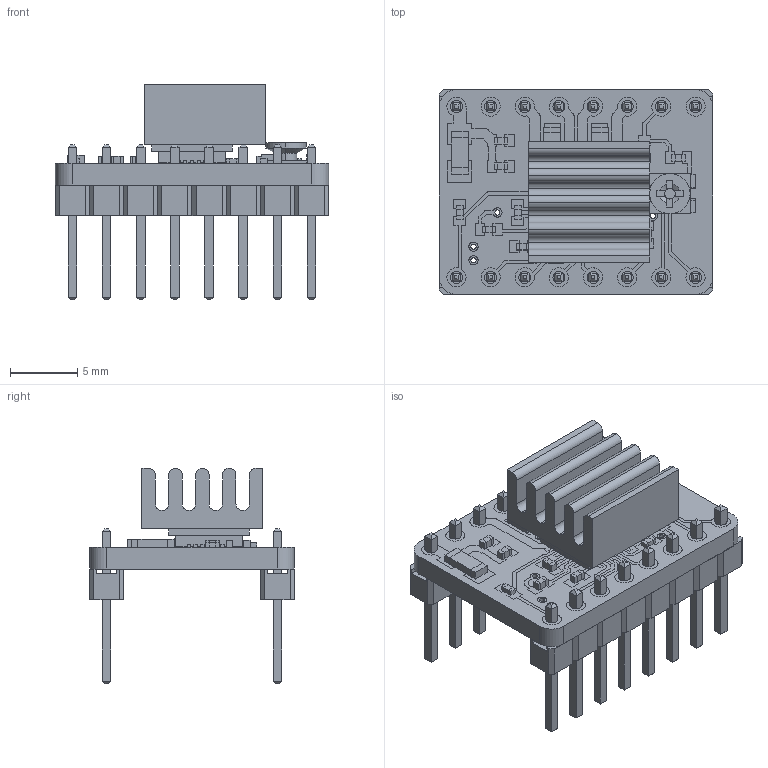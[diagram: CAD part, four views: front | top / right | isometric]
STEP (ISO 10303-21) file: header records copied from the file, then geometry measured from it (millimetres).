
FILE_DESCRIPTION((''),'2;1');
FILE_NAME('STEPSTICK_ASM','2021-06-08T22:11:24',('Konrad.McClure'),(''),'CREO PARAMETRIC BY PTC INC, 2019224','CREO PARAMETRIC BY PTC INC, 2019224','');
FILE_SCHEMA(('CONFIG_CONTROL_DESIGN','SHAPE_APPEARANCE_LAYERS_GROUPS'));
Length unit declared in the file: millimetre
Products named in the file (65): SCULPT1_1_-10289; SCULPT1_3_-13682; SCULPT1_2_-26742; 0402CAP_CAP0402CAP_ASM; 0805_RESISTOR; 0402RES_RESISTOR0402RES; LPATTERN1_1_; LPATTERN1_6_; LPATTERN1_7_; LPATTERN1_3_; LPATTERN1_2_; LPATTERN1_5_; LPATTERN1_8_; LPATTERN1_14_; LPATTERN1_10_; CHAMFER4; LPATTERN1_13_; LPATTERN1_4_; CHAMFER5; LPATTERN1_11_; LPATTERN1_9_; LPATTERN1_12_; PIN_HEADER_PITCH_2_54MM_08_CONT_ASM; SCULPT1_4_; SCULPT1_15_; SCULPT1_3_-1394; SCULPT1_1_-1765; SCULPT1_29_; SCULPT1_11_; SCULPT1_21_; SCULPT1_12_; SCULPT1_13_; SCULPT1_23_; SCULPT1_25_; SCULPT1_16_; SCULPT1_14_; SCULPT1_22_; EXTRUDE5; SCULPT1_26_; SCULPT1_10_ ...
Assembly tree (74 placements, depth 4):
  STEPSTICK_ASM
    STEPSTICK-31961_ASM
      0402CAP_CAP0402CAP_ASM  x6
        SCULPT1_1_-10289
        SCULPT1_3_-13682
        SCULPT1_2_-26742
      0805_RESISTOR  x2
      0402RES_RESISTOR0402RES  x4
      PIN_HEADER_PITCH_2_54MM_08_CONT_ASM  x2
        LPATTERN1_1_
        LPATTERN1_6_
        LPATTERN1_7_
        LPATTERN1_3_
        LPATTERN1_2_
        LPATTERN1_5_
        LPATTERN1_8_
        LPATTERN1_14_
        LPATTERN1_10_
        CHAMFER4
        LPATTERN1_13_
        LPATTERN1_4_
        CHAMFER5
        LPATTERN1_11_
        LPATTERN1_9_
        LPATTERN1_12_
      QFN28ET_A4983_ASM
        SCULPT1_4_
        SCULPT1_15_
        SCULPT1_3_-1394
        SCULPT1_1_-1765
        SCULPT1_29_
        SCULPT1_11_
        SCULPT1_21_
        SCULPT1_12_
        SCULPT1_13_
        SCULPT1_23_
        SCULPT1_25_
        SCULPT1_16_
        SCULPT1_14_
        SCULPT1_22_
        EXTRUDE5
        SCULPT1_26_
        SCULPT1_10_
        SCULPT1_18_
        SCULPT1_28_
        SCULPT1_7_
        SCULPT1_17_
        EXTRUDE4
        SCULPT1_24_
        SCULPT1_20_
        SCULPT1_8_
        SCULPT1_6_
        SCULPT1_19_
        SCULPT1_9_
        SCULPT1_27_
        SCULPT1_5_
      TRIMPOT3MM_TRIMPOTSMD_ASM
        SCULPT1_1_-7052
        SCULPT1_2_-11434
        EXTRUDE3_2_
Bounding box: 20.32 x 15.24 x 16.04 mm (x, y, z)
Volume: 1045.3 mm3; surface area: 2647.1 mm2
Topology: 94 solids, 94 shells, 1272 faces, 3587 edges, 2581 vertices
Faces by surface type: plane 1107, cylinder 159, cone 6
Entity records: 45623 total; most frequent: CARTESIAN_POINT 7728, ORIENTED_EDGE 5374, DIRECTION 4906, PRESENTATION_STYLE_ASSIGNMENT 3010, STYLED_ITEM 3010, EDGE_CURVE 2687, CURVE_STYLE 2336, VECTOR 2064
